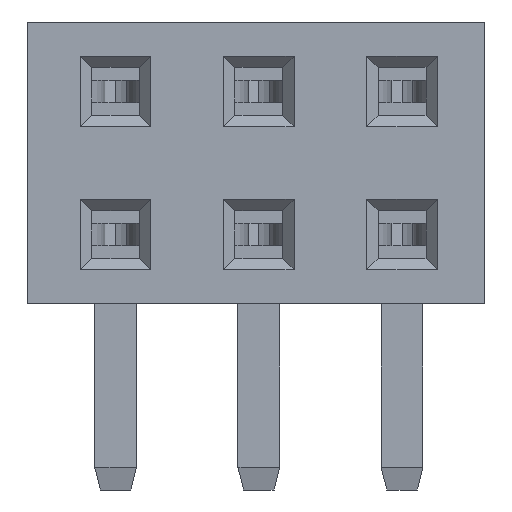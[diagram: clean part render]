
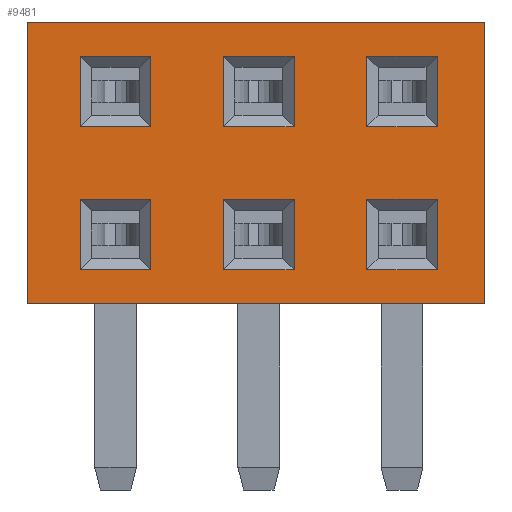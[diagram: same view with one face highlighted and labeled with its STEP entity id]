
A CAD part, left-side view. The second image highlights one B-rep face of the part: STEP entity #9481.
In plain terms, the highlighted face is planar.
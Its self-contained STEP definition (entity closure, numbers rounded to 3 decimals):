
#1136=ORIENTED_EDGE('',*,*,#2587,.T.);
#1137=ORIENTED_EDGE('',*,*,#2581,.T.);
#1138=ORIENTED_EDGE('',*,*,#2583,.T.);
#1139=ORIENTED_EDGE('',*,*,#2589,.T.);
#1140=ORIENTED_EDGE('',*,*,#2655,.T.);
#1141=ORIENTED_EDGE('',*,*,#2649,.T.);
#1142=ORIENTED_EDGE('',*,*,#2651,.T.);
#1143=ORIENTED_EDGE('',*,*,#2657,.T.);
#1144=ORIENTED_EDGE('',*,*,#2723,.T.);
#1145=ORIENTED_EDGE('',*,*,#2717,.T.);
#1146=ORIENTED_EDGE('',*,*,#2719,.T.);
#1147=ORIENTED_EDGE('',*,*,#2725,.T.);
#1148=ORIENTED_EDGE('',*,*,#2757,.F.);
#1149=ORIENTED_EDGE('',*,*,#2771,.F.);
#1150=ORIENTED_EDGE('',*,*,#2763,.T.);
#1151=ORIENTED_EDGE('',*,*,#2769,.T.);
#1152=ORIENTED_EDGE('',*,*,#2689,.T.);
#1153=ORIENTED_EDGE('',*,*,#2683,.T.);
#1154=ORIENTED_EDGE('',*,*,#2685,.T.);
#1155=ORIENTED_EDGE('',*,*,#2691,.T.);
#1156=ORIENTED_EDGE('',*,*,#2621,.T.);
#1157=ORIENTED_EDGE('',*,*,#2615,.T.);
#1158=ORIENTED_EDGE('',*,*,#2617,.T.);
#1159=ORIENTED_EDGE('',*,*,#2623,.T.);
#1160=ORIENTED_EDGE('',*,*,#2553,.T.);
#1161=ORIENTED_EDGE('',*,*,#2547,.T.);
#1162=ORIENTED_EDGE('',*,*,#2549,.T.);
#1163=ORIENTED_EDGE('',*,*,#2555,.T.);
#2547=EDGE_CURVE('',#3475,#3477,#4081,.T.);
#2549=EDGE_CURVE('',#3477,#3478,#4083,.T.);
#2553=EDGE_CURVE('',#3480,#3475,#4087,.T.);
#2555=EDGE_CURVE('',#3478,#3480,#4089,.T.);
#2581=EDGE_CURVE('',#3491,#3493,#4115,.T.);
#2583=EDGE_CURVE('',#3493,#3494,#4117,.T.);
#2587=EDGE_CURVE('',#3496,#3491,#4121,.T.);
#2589=EDGE_CURVE('',#3494,#3496,#4123,.T.);
#2615=EDGE_CURVE('',#3507,#3509,#4149,.T.);
#2617=EDGE_CURVE('',#3509,#3510,#4151,.T.);
#2621=EDGE_CURVE('',#3512,#3507,#4155,.T.);
#2623=EDGE_CURVE('',#3510,#3512,#4157,.T.);
#2649=EDGE_CURVE('',#3523,#3525,#4183,.T.);
#2651=EDGE_CURVE('',#3525,#3527,#4185,.T.);
#2655=EDGE_CURVE('',#3529,#3523,#4189,.T.);
#2657=EDGE_CURVE('',#3527,#3529,#4191,.T.);
#2683=EDGE_CURVE('',#3539,#3541,#4217,.T.);
#2685=EDGE_CURVE('',#3541,#3543,#4219,.T.);
#2689=EDGE_CURVE('',#3545,#3539,#4223,.T.);
#2691=EDGE_CURVE('',#3543,#3545,#4225,.T.);
#2717=EDGE_CURVE('',#3555,#3557,#4251,.T.);
#2719=EDGE_CURVE('',#3557,#3559,#4253,.T.);
#2723=EDGE_CURVE('',#3561,#3555,#4257,.T.);
#2725=EDGE_CURVE('',#3559,#3561,#4259,.T.);
#2757=EDGE_CURVE('',#3579,#3580,#4291,.T.);
#2763=EDGE_CURVE('',#3583,#3585,#4297,.T.);
#2769=EDGE_CURVE('',#3585,#3580,#4303,.T.);
#2771=EDGE_CURVE('',#3583,#3579,#4305,.T.);
#3475=VERTEX_POINT('',#12894);
#3477=VERTEX_POINT('',#12898);
#3478=VERTEX_POINT('',#12902);
#3480=VERTEX_POINT('',#12908);
#3491=VERTEX_POINT('',#12954);
#3493=VERTEX_POINT('',#12958);
#3494=VERTEX_POINT('',#12962);
#3496=VERTEX_POINT('',#12968);
#3507=VERTEX_POINT('',#13014);
#3509=VERTEX_POINT('',#13018);
#3510=VERTEX_POINT('',#13022);
#3512=VERTEX_POINT('',#13028);
#3523=VERTEX_POINT('',#13074);
#3525=VERTEX_POINT('',#13078);
#3527=VERTEX_POINT('',#13083);
#3529=VERTEX_POINT('',#13089);
#3539=VERTEX_POINT('',#13134);
#3541=VERTEX_POINT('',#13138);
#3543=VERTEX_POINT('',#13143);
#3545=VERTEX_POINT('',#13149);
#3555=VERTEX_POINT('',#13194);
#3557=VERTEX_POINT('',#13198);
#3559=VERTEX_POINT('',#13203);
#3561=VERTEX_POINT('',#13209);
#3579=VERTEX_POINT('',#13272);
#3580=VERTEX_POINT('',#13274);
#3583=VERTEX_POINT('',#13281);
#3585=VERTEX_POINT('',#13285);
#4081=LINE('',#12899,#4939);
#4083=LINE('',#12904,#4941);
#4087=LINE('',#12911,#4945);
#4089=LINE('',#12914,#4947);
#4115=LINE('',#12959,#4973);
#4117=LINE('',#12964,#4975);
#4121=LINE('',#12971,#4979);
#4123=LINE('',#12974,#4981);
#4149=LINE('',#13019,#5007);
#4151=LINE('',#13024,#5009);
#4155=LINE('',#13031,#5013);
#4157=LINE('',#13034,#5015);
#4183=LINE('',#13079,#5041);
#4185=LINE('',#13084,#5043);
#4189=LINE('',#13091,#5047);
#4191=LINE('',#13094,#5049);
#4217=LINE('',#13139,#5075);
#4219=LINE('',#13144,#5077);
#4223=LINE('',#13151,#5081);
#4225=LINE('',#13154,#5083);
#4251=LINE('',#13199,#5109);
#4253=LINE('',#13204,#5111);
#4257=LINE('',#13211,#5115);
#4259=LINE('',#13214,#5117);
#4291=LINE('',#13273,#5149);
#4297=LINE('',#13286,#5155);
#4303=LINE('',#13295,#5161);
#4305=LINE('',#13298,#5163);
#4939=VECTOR('',#10755,1000.);
#4941=VECTOR('',#10759,1000.);
#4945=VECTOR('',#10765,1000.);
#4947=VECTOR('',#10769,1000.);
#4973=VECTOR('',#10809,1000.);
#4975=VECTOR('',#10813,1000.);
#4979=VECTOR('',#10819,1000.);
#4981=VECTOR('',#10823,1000.);
#5007=VECTOR('',#10863,1000.);
#5009=VECTOR('',#10867,1000.);
#5013=VECTOR('',#10873,1000.);
#5015=VECTOR('',#10877,1000.);
#5041=VECTOR('',#10917,1000.);
#5043=VECTOR('',#10921,1000.);
#5047=VECTOR('',#10927,1000.);
#5049=VECTOR('',#10931,1000.);
#5075=VECTOR('',#10971,1000.);
#5077=VECTOR('',#10975,1000.);
#5081=VECTOR('',#10981,1000.);
#5083=VECTOR('',#10985,1000.);
#5109=VECTOR('',#11025,1000.);
#5111=VECTOR('',#11029,1000.);
#5115=VECTOR('',#11035,1000.);
#5117=VECTOR('',#11039,1000.);
#5149=VECTOR('',#11089,1000.);
#5155=VECTOR('',#11097,1000.);
#5161=VECTOR('',#11109,1000.);
#5163=VECTOR('',#11113,1000.);
#5617=EDGE_LOOP('',(#1136,#1137,#1138,#1139));
#5618=EDGE_LOOP('',(#1140,#1141,#1142,#1143));
#5619=EDGE_LOOP('',(#1144,#1145,#1146,#1147));
#5620=EDGE_LOOP('',(#1148,#1149,#1150,#1151));
#5621=EDGE_LOOP('',(#1152,#1153,#1154,#1155));
#5622=EDGE_LOOP('',(#1156,#1157,#1158,#1159));
#5623=EDGE_LOOP('',(#1160,#1161,#1162,#1163));
#6017=FACE_BOUND('',#5617,.T.);
#6018=FACE_BOUND('',#5618,.T.);
#6019=FACE_BOUND('',#5619,.T.);
#6020=FACE_BOUND('',#5620,.T.);
#6021=FACE_BOUND('',#5621,.T.);
#6022=FACE_BOUND('',#5622,.T.);
#6023=FACE_BOUND('',#5623,.T.);
#6411=PLANE('',#9900);
#9481=ADVANCED_FACE('',(#6017,#6018,#6019,#6020,#6021,#6022,#6023),#6411,
 .T.);
#9900=AXIS2_PLACEMENT_3D('',#13324,#11152,#11153);
#10755=DIRECTION('',(0.,1.,0.));
#10759=DIRECTION('',(1.,0.,0.));
#10765=DIRECTION('',(-1.,0.,0.));
#10769=DIRECTION('',(0.,-1.,0.));
#10809=DIRECTION('',(0.,1.,0.));
#10813=DIRECTION('',(1.,0.,0.));
#10819=DIRECTION('',(-1.,0.,0.));
#10823=DIRECTION('',(0.,-1.,0.));
#10863=DIRECTION('',(0.,1.,0.));
#10867=DIRECTION('',(1.,0.,0.));
#10873=DIRECTION('',(-1.,0.,0.));
#10877=DIRECTION('',(0.,-1.,0.));
#10917=DIRECTION('',(0.,1.,0.));
#10921=DIRECTION('',(1.,0.,0.));
#10927=DIRECTION('',(-1.,0.,0.));
#10931=DIRECTION('',(0.,-1.,0.));
#10971=DIRECTION('',(0.,1.,0.));
#10975=DIRECTION('',(1.,0.,0.));
#10981=DIRECTION('',(-1.,0.,0.));
#10985=DIRECTION('',(0.,-1.,0.));
#11025=DIRECTION('',(0.,1.,0.));
#11029=DIRECTION('',(1.,0.,0.));
#11035=DIRECTION('',(-1.,0.,0.));
#11039=DIRECTION('',(0.,-1.,0.));
#11089=DIRECTION('',(1.,0.,0.));
#11097=DIRECTION('',(1.,0.,0.));
#11109=DIRECTION('',(0.,1.,0.));
#11113=DIRECTION('',(0.,1.,0.));
#11152=DIRECTION('',(0.,0.,1.));
#11153=DIRECTION('',(1.,0.,0.));
#12894=CARTESIAN_POINT('',(1.965,-1.895,4.25));
#12898=CARTESIAN_POINT('',(1.965,-0.645,4.25));
#12899=CARTESIAN_POINT('',(1.965,-2.5,4.25));
#12902=CARTESIAN_POINT('',(3.215,-0.645,4.25));
#12904=CARTESIAN_POINT('',(-4.06,-0.645,4.25));
#12908=CARTESIAN_POINT('',(3.215,-1.895,4.25));
#12911=CARTESIAN_POINT('',(-4.06,-1.895,4.25));
#12914=CARTESIAN_POINT('',(3.215,-2.5,4.25));
#12954=CARTESIAN_POINT('',(-0.575,-1.895,4.25));
#12958=CARTESIAN_POINT('',(-0.575,-0.645,4.25));
#12959=CARTESIAN_POINT('',(-0.575,-2.5,4.25));
#12962=CARTESIAN_POINT('',(0.675,-0.645,4.25));
#12964=CARTESIAN_POINT('',(-4.06,-0.645,4.25));
#12968=CARTESIAN_POINT('',(0.675,-1.895,4.25));
#12971=CARTESIAN_POINT('',(-4.06,-1.895,4.25));
#12974=CARTESIAN_POINT('',(0.675,-2.5,4.25));
#13014=CARTESIAN_POINT('',(-3.115,-1.895,4.25));
#13018=CARTESIAN_POINT('',(-3.115,-0.645,4.25));
#13019=CARTESIAN_POINT('',(-3.115,-2.5,4.25));
#13022=CARTESIAN_POINT('',(-1.865,-0.645,4.25));
#13024=CARTESIAN_POINT('',(-4.06,-0.645,4.25));
#13028=CARTESIAN_POINT('',(-1.865,-1.895,4.25));
#13031=CARTESIAN_POINT('',(-4.06,-1.895,4.25));
#13034=CARTESIAN_POINT('',(-1.865,-2.5,4.25));
#13074=CARTESIAN_POINT('',(1.965,0.645,4.25));
#13078=CARTESIAN_POINT('',(1.965,1.895,4.25));
#13079=CARTESIAN_POINT('',(1.965,-2.5,4.25));
#13083=CARTESIAN_POINT('',(3.215,1.895,4.25));
#13084=CARTESIAN_POINT('',(-4.06,1.895,4.25));
#13089=CARTESIAN_POINT('',(3.215,0.645,4.25));
#13091=CARTESIAN_POINT('',(-4.06,0.645,4.25));
#13094=CARTESIAN_POINT('',(3.215,-2.5,4.25));
#13134=CARTESIAN_POINT('',(-0.575,0.645,4.25));
#13138=CARTESIAN_POINT('',(-0.575,1.895,4.25));
#13139=CARTESIAN_POINT('',(-0.575,-2.5,4.25));
#13143=CARTESIAN_POINT('',(0.675,1.895,4.25));
#13144=CARTESIAN_POINT('',(-4.06,1.895,4.25));
#13149=CARTESIAN_POINT('',(0.675,0.645,4.25));
#13151=CARTESIAN_POINT('',(-4.06,0.645,4.25));
#13154=CARTESIAN_POINT('',(0.675,-2.5,4.25));
#13194=CARTESIAN_POINT('',(-3.115,0.645,4.25));
#13198=CARTESIAN_POINT('',(-3.115,1.895,4.25));
#13199=CARTESIAN_POINT('',(-3.115,-2.5,4.25));
#13203=CARTESIAN_POINT('',(-1.865,1.895,4.25));
#13204=CARTESIAN_POINT('',(-4.06,1.895,4.25));
#13209=CARTESIAN_POINT('',(-1.865,0.645,4.25));
#13211=CARTESIAN_POINT('',(-4.06,0.645,4.25));
#13214=CARTESIAN_POINT('',(-1.865,-2.5,4.25));
#13272=CARTESIAN_POINT('',(-4.06,2.5,4.25));
#13273=CARTESIAN_POINT('',(-4.06,2.5,4.25));
#13274=CARTESIAN_POINT('',(4.06,2.5,4.25));
#13281=CARTESIAN_POINT('',(-4.06,-2.5,4.25));
#13285=CARTESIAN_POINT('',(4.06,-2.5,4.25));
#13286=CARTESIAN_POINT('',(-4.06,-2.5,4.25));
#13295=CARTESIAN_POINT('',(4.06,-2.5,4.25));
#13298=CARTESIAN_POINT('',(-4.06,-2.5,4.25));
#13324=CARTESIAN_POINT('',(-4.06,-2.5,4.25));
